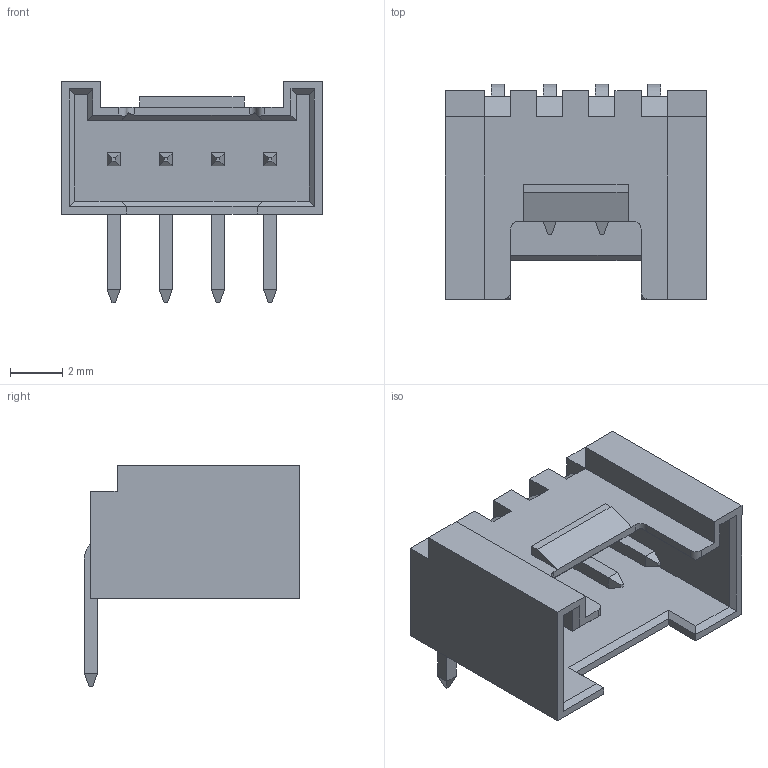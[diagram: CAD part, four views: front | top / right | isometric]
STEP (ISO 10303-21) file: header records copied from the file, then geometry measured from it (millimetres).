
FILE_DESCRIPTION (( 'STEP AP214' ), '1' );
FILE_NAME ('CONN-TH_4P-P2.00_ZX-HY2.0-4PWZ.STEP', '2023-12-22T03:08:59', ( 'PC' ), ( 'Microsoft' ), 'SwSTEP 2.0', 'SolidWorks 2020', '' );
FILE_SCHEMA (( 'AUTOMOTIVE_DESIGN' ));
Length unit declared in the file: millimetre
Products named in the file (1): CONN-TH_4P-P2.00_ZX-HY2.0-4PWZ
Bounding box: 10.01 x 8.25 x 8.5 mm (x, y, z)
Volume: 152.9 mm3; surface area: 555.9 mm2
Topology: 1 solids, 1 shells, 403 faces, 1082 edges, 704 vertices
Faces by surface type: plane 297, bspline 98, cylinder 8
Entity records: 17351 total; most frequent: CARTESIAN_POINT 3520, ORIENTED_EDGE 2164, DIRECTION 1498, EDGE_CURVE 1082, LINE 862, VECTOR 862, VERTEX_POINT 704, EDGE_LOOP 426
